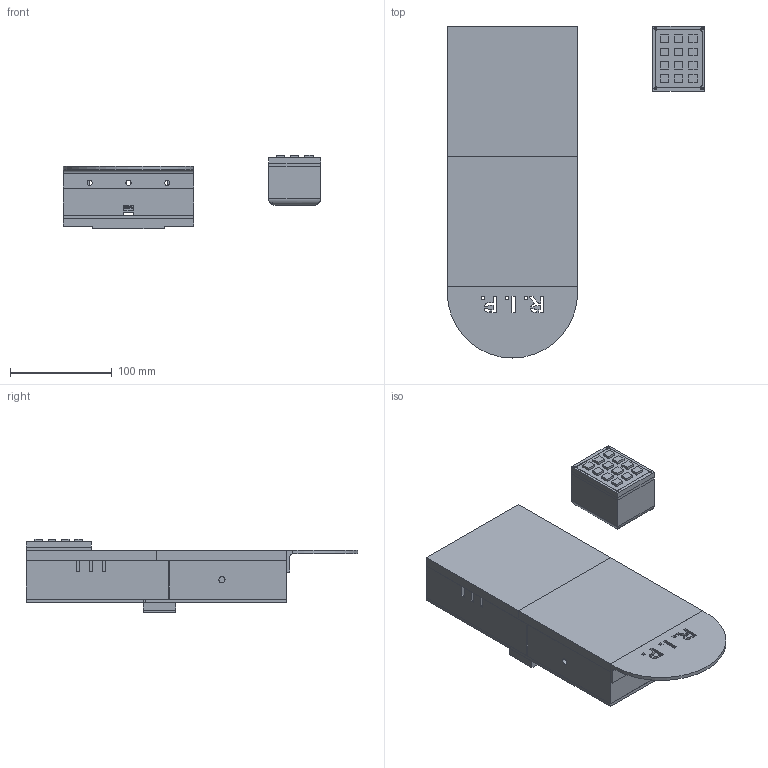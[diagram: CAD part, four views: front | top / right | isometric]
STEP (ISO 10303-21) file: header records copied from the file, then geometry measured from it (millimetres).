
FILE_DESCRIPTION(/* description */ (''),/* implementation_level */ '2;1');
FILE_NAME(/* name */ 'HalloWordl_Assy v4.step',/* time_stamp */ '2022-10-22T15:09:09-05:00',/* author */ (''),/* organization */ (''),/* preprocessor_version */ 'ST-DEVELOPER v19',/* originating_system */ 'Autodesk Translation Framework v11.7.0.108',/* authorisation */ '');
FILE_SCHEMA (('AUTOMOTIVE_DESIGN { 1 0 10303 214 3 1 1 }'));
Products named in the file (13): Wordle_Assy; RGB_matrix_32x32; Matrix Bracket v2; Arduino_Plate; Battery_Plate; buck_converter; Ovonic_2200mah; Headstone; ArduinoMega_STEP_AP203; Keypad_box; Keypad_1824; Keypad_frame; Mounting_Bracket
Assembly tree (14 placements, depth 2):
  Wordle_Assy
    RGB_matrix_32x32  x2
    Matrix Bracket v2  x2
    Arduino_Plate
    Battery_Plate
    buck_converter
    Ovonic_2200mah
    Headstone
    ArduinoMega_STEP_AP203
    Keypad_box
    Keypad_1824
    Keypad_frame
    Mounting_Bracket
Bounding box: 252.37 x 325.61 x 72.33 mm (x, y, z)
Volume: 976974.2 mm3; surface area: 339891.4 mm2
Topology: 14 solids, 14 shells, 2258 faces, 5227 edges, 3260 vertices
Faces by surface type: plane 1802, cylinder 363, cone 46, bspline 29, torus 13, sphere 5
Full cylindrical faces by diameter (mm): 1.6 x8, 2.032 x1, 2.4 x8, 2.5 x2, 2.631 x1, 3.048 x1, 3.124 x5, 3.175 x12, 3.6 x8, 3.81 x12, 5.105 x21, 6.032 x2, 6.35 x1, 6.604 x2, 7.62 x8, 9.652 x2
Entity records: 61376 total; most frequent: CARTESIAN_POINT 11192, ORIENTED_EDGE 10060, DIRECTION 9869, EDGE_CURVE 5030, LINE 4387, VECTOR 4387, VERTEX_POINT 3136, AXIS2_PLACEMENT_3D 2741
